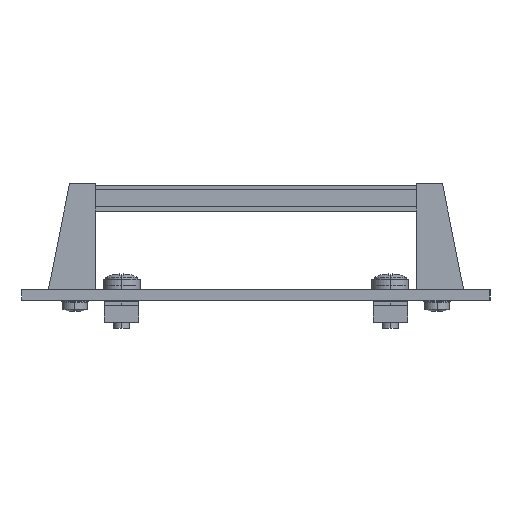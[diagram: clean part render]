
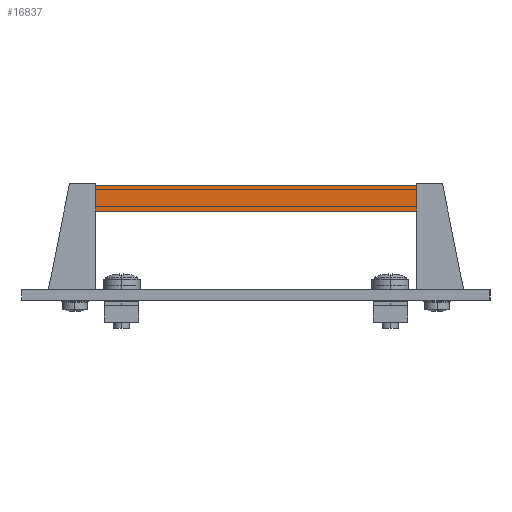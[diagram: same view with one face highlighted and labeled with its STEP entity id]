
A CAD part, left-side view. The second image highlights one B-rep face of the part: STEP entity #16837.
In plain terms, the highlighted planar face has unit normal (-1, 0, 0).
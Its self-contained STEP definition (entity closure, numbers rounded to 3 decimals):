
#13 = LINE ( 'NONE', #5114, #9331 ) ;
#75 = DIRECTION ( 'NONE',  ( 0., 1., 0. ) ) ;
#121 = VERTEX_POINT ( 'NONE', #9222 ) ;
#163 = CARTESIAN_POINT ( 'NONE',  ( -215.9, -74.359, 39.5 ) ) ;
#1464 = CARTESIAN_POINT ( 'NONE',  ( -215.9, -60.5, 39.5 ) ) ;
#2253 = AXIS2_PLACEMENT_3D ( 'NONE', #163, #7825, #2450 ) ;
#2274 = VERTEX_POINT ( 'NONE', #14200 ) ;
#2450 = DIRECTION ( 'NONE',  ( 0., 0., -1. ) ) ;
#2613 = FACE_OUTER_BOUND ( 'NONE', #4440, .T. ) ;
#3943 = EDGE_CURVE ( 'NONE', #121, #2274, #8207, .T. ) ;
#4440 = EDGE_LOOP ( 'NONE', ( #7193, #14873, #7399, #10487 ) ) ;
#4596 = CARTESIAN_POINT ( 'NONE',  ( -215.9, 60.5, 39.5 ) ) ;
#4680 = LINE ( 'NONE', #4596, #8253 ) ;
#5114 = CARTESIAN_POINT ( 'NONE',  ( -215.9, -74.359, 39.5 ) ) ;
#5187 = VECTOR ( 'NONE', #14396, 1000. ) ;
#7193 = ORIENTED_EDGE ( 'NONE', *, *, #3943, .F. ) ;
#7399 = ORIENTED_EDGE ( 'NONE', *, *, #16469, .T. ) ;
#7519 = DIRECTION ( 'NONE',  ( 0., 0., -1. ) ) ;
#7825 = DIRECTION ( 'NONE',  ( 1., 0., 0. ) ) ;
#8207 = LINE ( 'NONE', #1464, #5187 ) ;
#8253 = VECTOR ( 'NONE', #7519, 1000. ) ;
#8858 = VERTEX_POINT ( 'NONE', #15340 ) ;
#8949 = PLANE ( 'NONE',  #2253 ) ;
#9205 = LINE ( 'NONE', #15503, #14218 ) ;
#9222 = CARTESIAN_POINT ( 'NONE',  ( -215.9, -60.5, 39.5 ) ) ;
#9331 = VECTOR ( 'NONE', #11486, 1000. ) ;
#10487 = ORIENTED_EDGE ( 'NONE', *, *, #16777, .F. ) ;
#11486 = DIRECTION ( 'NONE',  ( 0., 1., 0. ) ) ;
#12401 = VERTEX_POINT ( 'NONE', #14208 ) ;
#14200 = CARTESIAN_POINT ( 'NONE',  ( -215.9, -60.5, 29.7 ) ) ;
#14208 = CARTESIAN_POINT ( 'NONE',  ( -215.9, 60.5, 29.7 ) ) ;
#14218 = VECTOR ( 'NONE', #75, 1000. ) ;
#14396 = DIRECTION ( 'NONE',  ( 0., 0., -1. ) ) ;
#14873 = ORIENTED_EDGE ( 'NONE', *, *, #16548, .T. ) ;
#15340 = CARTESIAN_POINT ( 'NONE',  ( -215.9, 60.5, 39.5 ) ) ;
#15503 = CARTESIAN_POINT ( 'NONE',  ( -215.9, -74.359, 29.7 ) ) ;
#16469 = EDGE_CURVE ( 'NONE', #8858, #12401, #4680, .T. ) ;
#16548 = EDGE_CURVE ( 'NONE', #121, #8858, #13, .T. ) ;
#16777 = EDGE_CURVE ( 'NONE', #2274, #12401, #9205, .T. ) ;
#16837 = ADVANCED_FACE ( 'NONE', ( #2613 ), #8949, .F. ) ;
